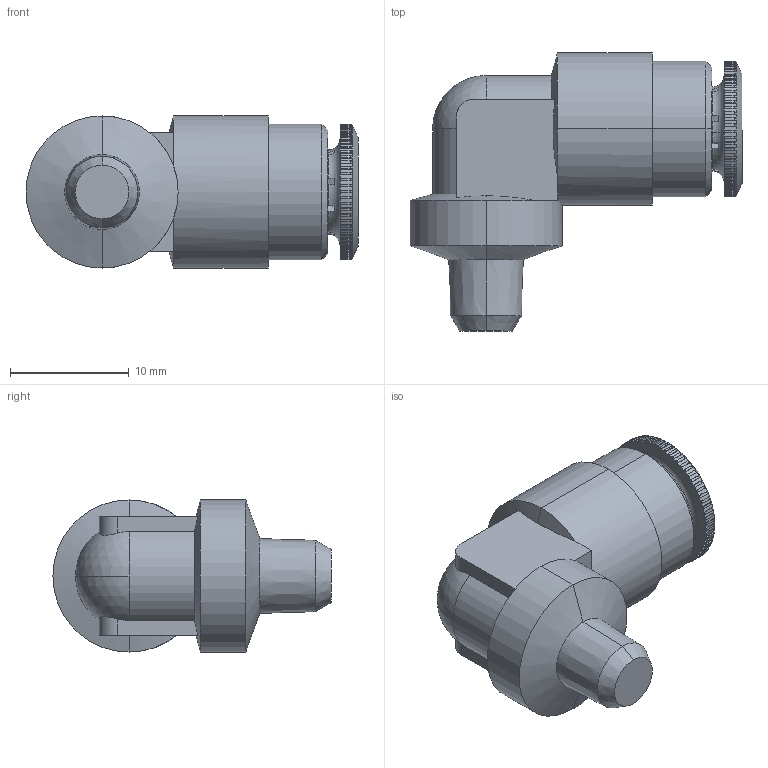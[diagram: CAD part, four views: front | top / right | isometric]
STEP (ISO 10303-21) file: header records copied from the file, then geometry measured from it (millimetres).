
FILE_DESCRIPTION (( 'STEP AP214' ), '1' );
FILE_NAME ('5810000005A.step', '2012-10-16T19:15:47', ( '' ), ( '' ), 'SwSTEP 2.0', 'SolidWorks 2012', '' );
FILE_SCHEMA (( 'AUTOMOTIVE_DESIGN' ));
Length unit declared in the file: millimetre
Products named in the file (1): 5810000005A
Bounding box: 27.93 x 23.4 x 12.8 mm (x, y, z)
Volume: 3299.2 mm3; surface area: 1651.9 mm2
Topology: 1 solids, 1 shells, 366 faces, 1088 edges, 719 vertices
Faces by surface type: plane 249, cylinder 91, cone 18, torus 6, sphere 2
Entity records: 13374 total; most frequent: CARTESIAN_POINT 2985, ORIENTED_EDGE 2176, DIRECTION 1817, EDGE_CURVE 1088, VERTEX_POINT 719, AXIS2_PLACEMENT_3D 609, VECTOR 599, LINE 599
